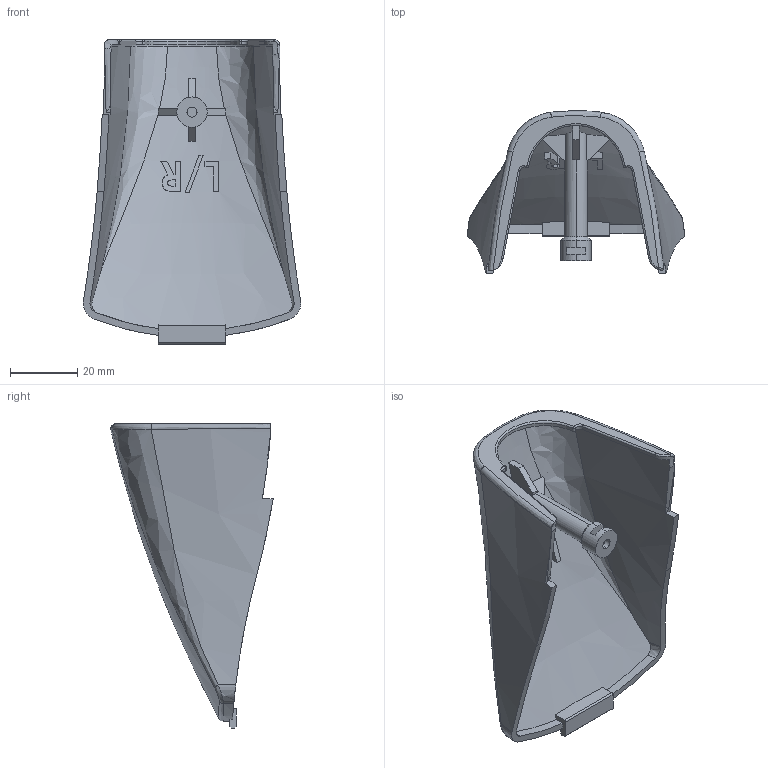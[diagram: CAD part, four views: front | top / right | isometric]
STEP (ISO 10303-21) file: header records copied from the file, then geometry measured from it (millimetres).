
FILE_DESCRIPTION (( 'STEP AP203' ), '1' );
FILE_NAME ('2015-09-25_Fuss_vorderer_Deckel_R.STEP', '2015-09-25T09:20:53', ( 'Anwender' ), ( '' ), 'SwSTEP 2.0', 'SolidWorks 2014', '' );
FILE_SCHEMA (( 'CONFIG_CONTROL_DESIGN' ));
Length unit declared in the file: millimetre
Products named in the file (1): 2015-09-25_Fuss_vorderer_Deckel_R
Bounding box: 64.7 x 48.3 x 90.5 mm (x, y, z)
Volume: 19844.2 mm3; surface area: 20532.5 mm2
Topology: 1 solids, 1 shells, 147 faces, 393 edges, 251 vertices
Faces by surface type: plane 65, bspline 49, cylinder 26, torus 3, cone 2, sphere 2
Entity records: 8901 total; most frequent: CARTESIAN_POINT 5688, ORIENTED_EDGE 778, DIRECTION 452, EDGE_CURVE 389, VERTEX_POINT 249, B_SPLINE_CURVE_WITH_KNOTS 187, AXIS2_PLACEMENT_3D 154, EDGE_LOOP 154
